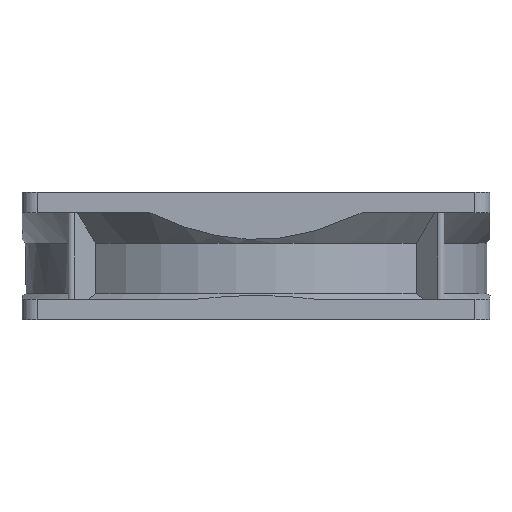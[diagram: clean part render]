
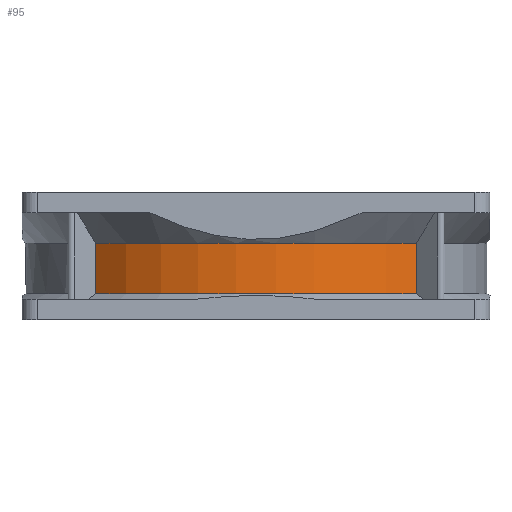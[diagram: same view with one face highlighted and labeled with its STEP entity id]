
A CAD part, left-side view. The second image highlights one B-rep face of the part: STEP entity #95.
In plain terms, the highlighted cylindrical face has radius 45.35 mm (diameter 90.7 mm), a partial arc.
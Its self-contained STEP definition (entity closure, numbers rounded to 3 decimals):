
#23 = CARTESIAN_POINT ( 'NONE',  ( -32.628, -31.497, -10. ) ) ;
#95 = ADVANCED_FACE ( 'NONE', ( #4997 ), #2685, .T. ) ;
#319 = ORIENTED_EDGE ( 'NONE', *, *, #3750, .T. ) ;
#473 = VECTOR ( 'NONE', #4074, 1000. ) ;
#509 = EDGE_CURVE ( 'NONE', #3310, #4985, #1909, .T. ) ;
#1541 = EDGE_CURVE ( 'NONE', #5004, #6397, #8515, .T. ) ;
#1547 = ORIENTED_EDGE ( 'NONE', *, *, #2743, .T. ) ;
#1617 = DIRECTION ( 'NONE',  ( -0.719, -0.695, 0. ) ) ;
#1650 = CARTESIAN_POINT ( 'NONE',  ( 0., 0., -10. ) ) ;
#1909 = LINE ( 'NONE', #5876, #3242 ) ;
#2071 = CIRCLE ( 'NONE', #5058, 45.35 ) ;
#2685 = CYLINDRICAL_SURFACE ( 'NONE', #5324, 45.35 ) ;
#2743 = EDGE_CURVE ( 'NONE', #3310, #5004, #9151, .T. ) ;
#3199 = EDGE_LOOP ( 'NONE', ( #319, #4968, #1547, #6134 ) ) ;
#3242 = VECTOR ( 'NONE', #6664, 1000. ) ;
#3280 = CARTESIAN_POINT ( 'NONE',  ( -32.628, 31.497, -19.934 ) ) ;
#3310 = VERTEX_POINT ( 'NONE', #23 ) ;
#3750 = EDGE_CURVE ( 'NONE', #6397, #4985, #2071, .T. ) ;
#3975 = CARTESIAN_POINT ( 'NONE',  ( -32.628, 31.497, -10. ) ) ;
#4074 = DIRECTION ( 'NONE',  ( 0., 0., -1. ) ) ;
#4491 = DIRECTION ( 'NONE',  ( 0., 0., -1. ) ) ;
#4620 = DIRECTION ( 'NONE',  ( -0.719, 0.695, 0. ) ) ;
#4968 = ORIENTED_EDGE ( 'NONE', *, *, #509, .F. ) ;
#4985 = VERTEX_POINT ( 'NONE', #8452 ) ;
#4997 = FACE_OUTER_BOUND ( 'NONE', #3199, .T. ) ;
#5004 = VERTEX_POINT ( 'NONE', #5532 ) ;
#5058 = AXIS2_PLACEMENT_3D ( 'NONE', #8855, #5385, #4620 ) ;
#5324 = AXIS2_PLACEMENT_3D ( 'NONE', #7427, #8962, #8000 ) ;
#5385 = DIRECTION ( 'NONE',  ( 0., 0., 1. ) ) ;
#5532 = CARTESIAN_POINT ( 'NONE',  ( -32.628, 31.497, -10. ) ) ;
#5876 = CARTESIAN_POINT ( 'NONE',  ( -32.628, -31.497, -10. ) ) ;
#6134 = ORIENTED_EDGE ( 'NONE', *, *, #1541, .T. ) ;
#6271 = AXIS2_PLACEMENT_3D ( 'NONE', #1650, #4491, #1617 ) ;
#6397 = VERTEX_POINT ( 'NONE', #3280 ) ;
#6664 = DIRECTION ( 'NONE',  ( 0., 0., -1. ) ) ;
#7427 = CARTESIAN_POINT ( 'NONE',  ( 0., 0., -3.15 ) ) ;
#8000 = DIRECTION ( 'NONE',  ( 0., -1., 0. ) ) ;
#8452 = CARTESIAN_POINT ( 'NONE',  ( -32.628, -31.497, -19.934 ) ) ;
#8515 = LINE ( 'NONE', #3975, #473 ) ;
#8855 = CARTESIAN_POINT ( 'NONE',  ( 0., 0., -19.934 ) ) ;
#8962 = DIRECTION ( 'NONE',  ( 0., 0., -1. ) ) ;
#9151 = CIRCLE ( 'NONE', #6271, 45.35 ) ;
